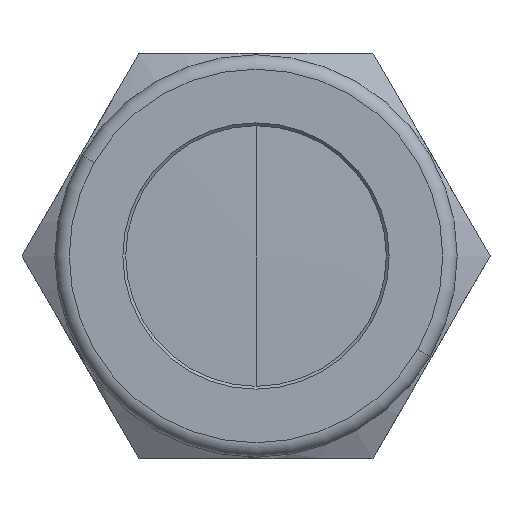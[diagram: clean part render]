
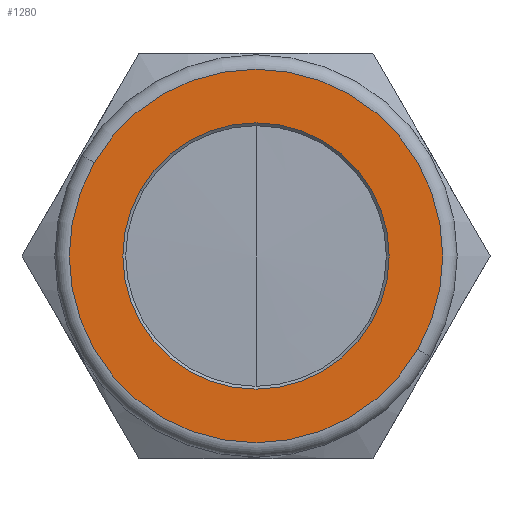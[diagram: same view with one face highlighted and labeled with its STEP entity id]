
A CAD part, front view. The second image highlights one B-rep face of the part: STEP entity #1280.
In plain terms, the highlighted planar face has unit normal (0, -1, 0).
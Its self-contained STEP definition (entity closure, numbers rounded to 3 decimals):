
#1 = DIRECTION ( 'NONE',  ( -0.866, 0., 0.5 ) ) ;
#122 = CARTESIAN_POINT ( 'NONE',  ( -11.172, -12.75, 6.45 ) ) ;
#123 = CARTESIAN_POINT ( 'NONE',  ( 11.172, -12.75, -6.45 ) ) ;
#125 = CARTESIAN_POINT ( 'NONE',  ( -7.967, -12.75, 4.6 ) ) ;
#126 = CARTESIAN_POINT ( 'NONE',  ( 7.967, -12.75, -4.6 ) ) ;
#405 = AXIS2_PLACEMENT_3D ( 'NONE', #539, #836, #1 ) ;
#465 = AXIS2_PLACEMENT_3D ( 'NONE', #2149, #2150, #2151 ) ;
#466 = AXIS2_PLACEMENT_3D ( 'NONE', #2154, #2155, #2156 ) ;
#478 = AXIS2_PLACEMENT_3D ( 'NONE', #2312, #2313, #2314 ) ;
#486 = AXIS2_PLACEMENT_3D ( 'NONE', #2352, #2353, #2354 ) ;
#539 = CARTESIAN_POINT ( 'NONE',  ( -6.95, -12.75, -12.038 ) ) ;
#836 = DIRECTION ( 'NONE',  ( 0., -1., 0. ) ) ;
#1202 = PLANE ( 'NONE',  #405 ) ;
#1280 = ADVANCED_FACE ( 'NONE', ( #2557, #2561 ), #1202, .T. ) ;
#1306 = ORIENTED_EDGE ( 'NONE', *, *, #3416, .T. ) ;
#1307 = ORIENTED_EDGE ( 'NONE', *, *, #3375, .T. ) ;
#1308 = ORIENTED_EDGE ( 'NONE', *, *, #3431, .T. ) ;
#1309 = ORIENTED_EDGE ( 'NONE', *, *, #3376, .T. ) ;
#1563 = VERTEX_POINT ( 'NONE', #122 ) ;
#1564 = VERTEX_POINT ( 'NONE', #123 ) ;
#1566 = VERTEX_POINT ( 'NONE', #125 ) ;
#1567 = VERTEX_POINT ( 'NONE', #126 ) ;
#2149 = CARTESIAN_POINT ( 'NONE',  ( 0., -12.75, 0. ) ) ;
#2150 = DIRECTION ( 'NONE',  ( 0., -1., 0. ) ) ;
#2151 = DIRECTION ( 'NONE',  ( -0.866, 0., 0.5 ) ) ;
#2154 = CARTESIAN_POINT ( 'NONE',  ( 0., -12.75, 0. ) ) ;
#2155 = DIRECTION ( 'NONE',  ( 0., 1., 0. ) ) ;
#2156 = DIRECTION ( 'NONE',  ( 0.866, 0., -0.5 ) ) ;
#2312 = CARTESIAN_POINT ( 'NONE',  ( 0., -12.75, 0. ) ) ;
#2313 = DIRECTION ( 'NONE',  ( 0., -1., 0. ) ) ;
#2314 = DIRECTION ( 'NONE',  ( -0.866, 0., 0.5 ) ) ;
#2352 = CARTESIAN_POINT ( 'NONE',  ( 0., -12.75, 0. ) ) ;
#2353 = DIRECTION ( 'NONE',  ( 0., 1., 0. ) ) ;
#2354 = DIRECTION ( 'NONE',  ( 0.866, 0., -0.5 ) ) ;
#2534 = EDGE_LOOP ( 'NONE', ( #1308, #1309 ) ) ;
#2536 = EDGE_LOOP ( 'NONE', ( #1306, #1307 ) ) ;
#2557 = FACE_OUTER_BOUND ( 'NONE', #2536, .T. ) ;
#2561 = FACE_BOUND ( 'NONE', #2534, .T. ) ;
#2633 = CIRCLE ( 'NONE', #465, 12.9 ) ;
#2634 = CIRCLE ( 'NONE', #466, 9.2 ) ;
#2680 = CIRCLE ( 'NONE', #478, 12.9 ) ;
#2702 = CIRCLE ( 'NONE', #486, 9.2 ) ;
#3375 = EDGE_CURVE ( 'NONE', #1564, #1563, #2633, .T. ) ;
#3376 = EDGE_CURVE ( 'NONE', #1567, #1566, #2634, .T. ) ;
#3416 = EDGE_CURVE ( 'NONE', #1563, #1564, #2680, .T. ) ;
#3431 = EDGE_CURVE ( 'NONE', #1566, #1567, #2702, .T. ) ;
